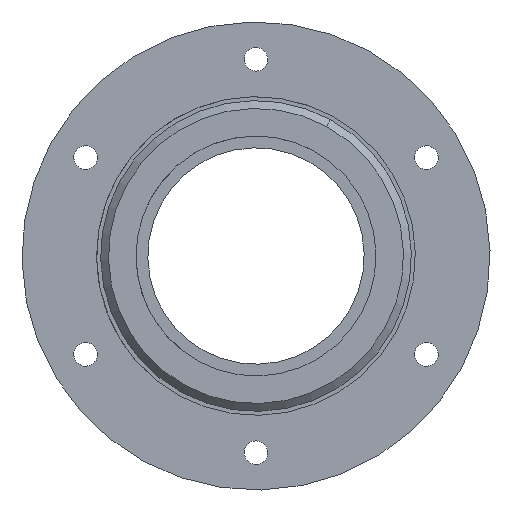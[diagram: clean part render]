
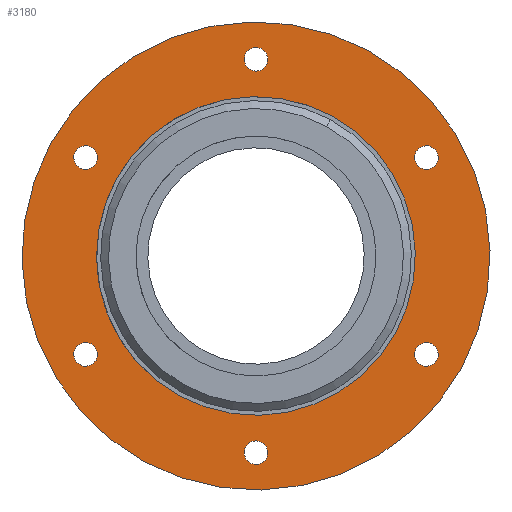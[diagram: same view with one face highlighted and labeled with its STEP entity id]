
A CAD part, front view. The second image highlights one B-rep face of the part: STEP entity #3180.
In plain terms, the highlighted planar face has unit normal (0, -1, 0).
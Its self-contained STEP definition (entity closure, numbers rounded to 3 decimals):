
#60=CARTESIAN_POINT('',(0.,2.5,0.));
#70=DIRECTION('',(-0.,1.,0.));
#80=DIRECTION('',(0.479,0.,0.878));
#90=AXIS2_PLACEMENT_3D('',#60,#70,#80);
#100=CIRCLE('',#90,40.5);
#110=CARTESIAN_POINT('',(-40.5,2.5,0.));
#120=VERTEX_POINT('',#110);
#130=CARTESIAN_POINT('',(19.417,2.5,35.542));
#140=VERTEX_POINT('',#130);
#150=EDGE_CURVE('',#120,#140,#100,.T.);
#380=CARTESIAN_POINT('',(-19.417,2.5,-35.542));
#390=VERTEX_POINT('',#380);
#420=EDGE_CURVE('',#390,#120,#100,.T.);
#560=CARTESIAN_POINT('',(-28.526,2.5,-52.216));
#570=VERTEX_POINT('',#560);
#750=CARTESIAN_POINT('',(28.526,2.5,52.216));
#760=VERTEX_POINT('',#750);
#790=CARTESIAN_POINT('',(0.,2.5,0.));
#800=DIRECTION('',(0.,-1.,-0.));
#810=DIRECTION('',(-0.479,0.,-0.878));
#820=AXIS2_PLACEMENT_3D('',#790,#800,#810);
#830=CIRCLE('',#820,59.5);
#840=EDGE_CURVE('',#760,#570,#830,.T.);
#1560=CARTESIAN_POINT('',(46.3,2.5,25.071));
#1570=VERTEX_POINT('',#1560);
#1750=CARTESIAN_POINT('',(40.302,2.5,24.929));
#1760=VERTEX_POINT('',#1750);
#1790=CARTESIAN_POINT('',(43.301,2.5,25.));
#1800=DIRECTION('',(0.,1.,0.));
#1810=DIRECTION('',(-1.,0.,-0.024));
#1820=AXIS2_PLACEMENT_3D('',#1790,#1800,#1810);
#1830=CIRCLE('',#1820,3.);
#1840=EDGE_CURVE('',#1760,#1570,#1830,.T.);
#2220=CARTESIAN_POINT('',(0.,2.5,40.5));
#2230=DIRECTION('',(0.,1.,0.));
#2240=DIRECTION('',(1.,0.,0.));
#2250=AXIS2_PLACEMENT_3D('',#2220,#2230,#2240);
#2260=PLANE('',#2250);
#2270=EDGE_CURVE('',#570,#760,#830,.T.);
#2280=ORIENTED_EDGE('',*,*,#2270,.T.);
#2290=ORIENTED_EDGE('',*,*,#840,.T.);
#2300=EDGE_LOOP('',(#2290,#2280));
#2310=FACE_OUTER_BOUND('',#2300,.T.);
#2320=EDGE_CURVE('',#140,#390,#100,.T.);
#2330=ORIENTED_EDGE('',*,*,#2320,.T.);
#2340=ORIENTED_EDGE('',*,*,#150,.T.);
#2350=ORIENTED_EDGE('',*,*,#420,.T.);
#2360=EDGE_LOOP('',(#2350,#2340,#2330));
#2370=FACE_BOUND('',#2360,.T.);
#2380=CARTESIAN_POINT('',(43.301,2.5,-25.));
#2390=DIRECTION('',(0.,1.,0.));
#2400=DIRECTION('',(-0.52,0.,0.854));
#2410=AXIS2_PLACEMENT_3D('',#2380,#2390,#2400);
#2420=CIRCLE('',#2410,3.);
#2430=CARTESIAN_POINT('',(41.74,2.5,-22.438));
#2440=VERTEX_POINT('',#2430);
#2450=CARTESIAN_POINT('',(44.862,2.5,-27.562));
#2460=VERTEX_POINT('',#2450);
#2470=EDGE_CURVE('',#2440,#2460,#2420,.T.);
#2480=ORIENTED_EDGE('',*,*,#2470,.T.);
#2490=EDGE_CURVE('',#2460,#2440,#2420,.T.);
#2500=ORIENTED_EDGE('',*,*,#2490,.T.);
#2510=EDGE_LOOP('',(#2500,#2480));
#2520=FACE_BOUND('',#2510,.T.);
#2530=CARTESIAN_POINT('',(0.,2.5,-50.));
#2540=DIRECTION('',(-0.,1.,0.));
#2550=DIRECTION('',(0.479,0.,0.878));
#2560=AXIS2_PLACEMENT_3D('',#2530,#2540,#2550);
#2570=CIRCLE('',#2560,3.);
#2580=CARTESIAN_POINT('',(1.438,2.5,-47.367));
#2590=VERTEX_POINT('',#2580);
#2600=CARTESIAN_POINT('',(-1.438,2.5,-52.633));
#2610=VERTEX_POINT('',#2600);
#2620=EDGE_CURVE('',#2590,#2610,#2570,.T.);
#2630=ORIENTED_EDGE('',*,*,#2620,.T.);
#2640=EDGE_CURVE('',#2610,#2590,#2570,.T.);
#2650=ORIENTED_EDGE('',*,*,#2640,.T.);
#2660=EDGE_LOOP('',(#2650,#2630));
#2670=FACE_BOUND('',#2660,.T.);
#2680=CARTESIAN_POINT('',(-43.301,2.5,-25.));
#2690=DIRECTION('',(-0.,1.,0.));
#2700=DIRECTION('',(1.,0.,0.024));
#2710=AXIS2_PLACEMENT_3D('',#2680,#2690,#2700);
#2720=CIRCLE('',#2710,3.);
#2730=CARTESIAN_POINT('',(-40.302,2.5,-24.929));
#2740=VERTEX_POINT('',#2730);
#2750=CARTESIAN_POINT('',(-46.3,2.5,-25.071));
#2760=VERTEX_POINT('',#2750);
#2770=EDGE_CURVE('',#2740,#2760,#2720,.T.);
#2780=ORIENTED_EDGE('',*,*,#2770,.T.);
#2790=EDGE_CURVE('',#2760,#2740,#2720,.T.);
#2800=ORIENTED_EDGE('',*,*,#2790,.T.);
#2810=EDGE_LOOP('',(#2800,#2780));
#2820=FACE_BOUND('',#2810,.T.);
#2830=CARTESIAN_POINT('',(-43.301,2.5,25.));
#2840=DIRECTION('',(0.,1.,0.));
#2850=DIRECTION('',(0.52,0.,-0.854));
#2860=AXIS2_PLACEMENT_3D('',#2830,#2840,#2850);
#2870=CIRCLE('',#2860,3.);
#2880=CARTESIAN_POINT('',(-41.74,2.5,22.438));
#2890=VERTEX_POINT('',#2880);
#2900=CARTESIAN_POINT('',(-44.862,2.5,27.562));
#2910=VERTEX_POINT('',#2900);
#2920=EDGE_CURVE('',#2890,#2910,#2870,.T.);
#2930=ORIENTED_EDGE('',*,*,#2920,.T.);
#2940=EDGE_CURVE('',#2910,#2890,#2870,.T.);
#2950=ORIENTED_EDGE('',*,*,#2940,.T.);
#2960=EDGE_LOOP('',(#2950,#2930));
#2970=FACE_BOUND('',#2960,.T.);
#2980=CARTESIAN_POINT('',(0.,2.5,50.));
#2990=DIRECTION('',(0.,1.,0.));
#3000=DIRECTION('',(-0.479,0.,-0.878));
#3010=AXIS2_PLACEMENT_3D('',#2980,#2990,#3000);
#3020=CIRCLE('',#3010,3.);
#3030=CARTESIAN_POINT('',(1.438,2.5,52.633));
#3040=VERTEX_POINT('',#3030);
#3050=CARTESIAN_POINT('',(-1.438,2.5,47.367));
#3060=VERTEX_POINT('',#3050);
#3070=EDGE_CURVE('',#3040,#3060,#3020,.T.);
#3080=ORIENTED_EDGE('',*,*,#3070,.T.);
#3090=EDGE_CURVE('',#3060,#3040,#3020,.T.);
#3100=ORIENTED_EDGE('',*,*,#3090,.T.);
#3110=EDGE_LOOP('',(#3100,#3080));
#3120=FACE_BOUND('',#3110,.T.);
#3130=EDGE_CURVE('',#1570,#1760,#1830,.T.);
#3140=ORIENTED_EDGE('',*,*,#3130,.T.);
#3150=ORIENTED_EDGE('',*,*,#1840,.T.);
#3160=EDGE_LOOP('',(#3150,#3140));
#3170=FACE_BOUND('',#3160,.T.);
#3180=ADVANCED_FACE('',(#2310,#2370,#2520,#2670,#2820,#2970,#3120,#3170)
,#2260,.F.);
